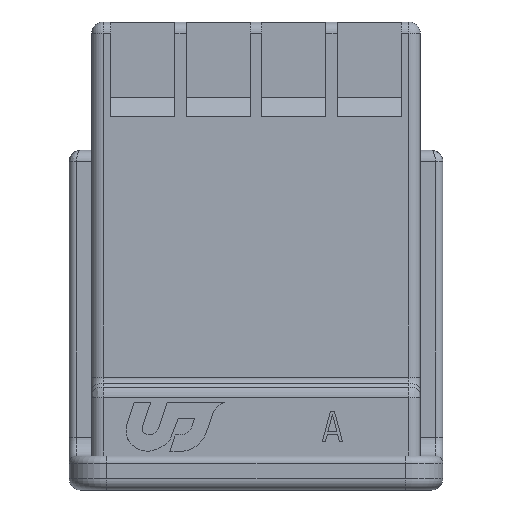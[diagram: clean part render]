
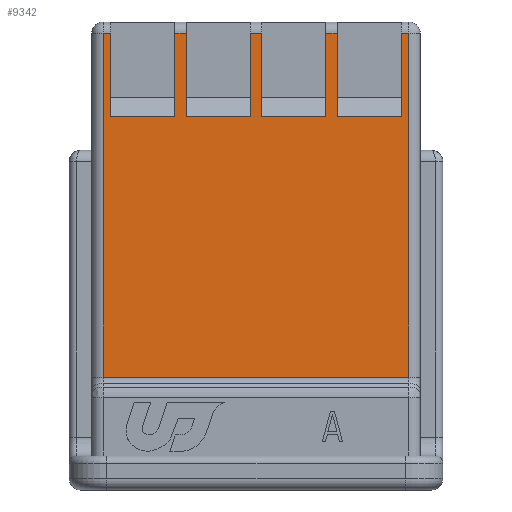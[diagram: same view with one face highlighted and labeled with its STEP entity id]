
A CAD part, front view. The second image highlights one B-rep face of the part: STEP entity #9342.
In plain terms, the highlighted planar face has unit normal (0, -1, 0).
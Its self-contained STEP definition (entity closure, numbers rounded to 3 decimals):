
#2122=DIRECTION('',(-1.,0.,0.));
#2123=VECTOR('',#2122,8.1);
#2124=CARTESIAN_POINT('',(4.05,-1.85,-9.409));
#2125=LINE('',#2124,#2123);
#2145=DIRECTION('',(0.,0.,-1.));
#2146=VECTOR('',#2145,9.109);
#2147=CARTESIAN_POINT('',(4.05,-1.85,-0.3));
#2148=LINE('',#2147,#2146);
#2783=DIRECTION('',(1.,0.,0.));
#2784=VECTOR('',#2783,0.2);
#2785=CARTESIAN_POINT('',(3.85,-1.85,-0.3));
#2786=LINE('',#2785,#2784);
#2796=DIRECTION('',(0.,0.,1.));
#2797=VECTOR('',#2796,2.2);
#2798=CARTESIAN_POINT('',(-3.85,-1.85,-2.5));
#2799=LINE('',#2798,#2797);
#2800=DIRECTION('',(-1.,0.,0.));
#2801=VECTOR('',#2800,1.7);
#2802=CARTESIAN_POINT('',(-2.15,-1.85,-2.5));
#2803=LINE('',#2802,#2801);
#2804=DIRECTION('',(0.,0.,1.));
#2805=VECTOR('',#2804,2.2);
#2806=CARTESIAN_POINT('',(-1.85,-1.85,-2.5));
#2807=LINE('',#2806,#2805);
#2808=DIRECTION('',(-1.,0.,0.));
#2809=VECTOR('',#2808,1.7);
#2810=CARTESIAN_POINT('',(-0.15,-1.85,-2.5));
#2811=LINE('',#2810,#2809);
#2812=DIRECTION('',(0.,0.,1.));
#2813=VECTOR('',#2812,2.2);
#2814=CARTESIAN_POINT('',(0.15,-1.85,-2.5));
#2815=LINE('',#2814,#2813);
#2816=DIRECTION('',(-1.,0.,0.));
#2817=VECTOR('',#2816,1.7);
#2818=CARTESIAN_POINT('',(1.85,-1.85,-2.5));
#2819=LINE('',#2818,#2817);
#2820=DIRECTION('',(0.,0.,1.));
#2821=VECTOR('',#2820,2.2);
#2822=CARTESIAN_POINT('',(2.15,-1.85,-2.5));
#2823=LINE('',#2822,#2821);
#2824=DIRECTION('',(-1.,0.,0.));
#2825=VECTOR('',#2824,1.7);
#2826=CARTESIAN_POINT('',(3.85,-1.85,-2.5));
#2827=LINE('',#2826,#2825);
#2828=DIRECTION('',(0.,0.,1.));
#2829=VECTOR('',#2828,9.109);
#2830=CARTESIAN_POINT('',(-4.05,-1.85,-9.409));
#2831=LINE('',#2830,#2829);
#2850=DIRECTION('',(1.,0.,0.));
#2851=VECTOR('',#2850,0.2);
#2852=CARTESIAN_POINT('',(-4.05,-1.85,-0.3));
#2853=LINE('',#2852,#2851);
#2872=DIRECTION('',(0.,0.,1.));
#2873=VECTOR('',#2872,2.2);
#2874=CARTESIAN_POINT('',(-2.15,-1.85,-2.5));
#2875=LINE('',#2874,#2873);
#2888=DIRECTION('',(1.,0.,0.));
#2889=VECTOR('',#2888,0.3);
#2890=CARTESIAN_POINT('',(-2.15,-1.85,-0.3));
#2891=LINE('',#2890,#2889);
#2910=DIRECTION('',(0.,0.,1.));
#2911=VECTOR('',#2910,2.2);
#2912=CARTESIAN_POINT('',(-0.15,-1.85,-2.5));
#2913=LINE('',#2912,#2911);
#2926=DIRECTION('',(1.,0.,0.));
#2927=VECTOR('',#2926,0.3);
#2928=CARTESIAN_POINT('',(-0.15,-1.85,-0.3));
#2929=LINE('',#2928,#2927);
#2948=DIRECTION('',(0.,0.,1.));
#2949=VECTOR('',#2948,2.2);
#2950=CARTESIAN_POINT('',(1.85,-1.85,-2.5));
#2951=LINE('',#2950,#2949);
#2964=DIRECTION('',(1.,0.,0.));
#2965=VECTOR('',#2964,0.3);
#2966=CARTESIAN_POINT('',(1.85,-1.85,-0.3));
#2967=LINE('',#2966,#2965);
#2986=DIRECTION('',(0.,0.,1.));
#2987=VECTOR('',#2986,2.2);
#2988=CARTESIAN_POINT('',(3.85,-1.85,-2.5));
#2989=LINE('',#2988,#2987);
#4189=CARTESIAN_POINT('',(-4.05,-1.85,-9.409));
#4190=VERTEX_POINT('',#4189);
#4193=CARTESIAN_POINT('',(-4.05,-1.85,-0.3));
#4194=VERTEX_POINT('',#4193);
#4818=CARTESIAN_POINT('',(4.05,-1.85,-9.409));
#4819=VERTEX_POINT('',#4818);
#4820=CARTESIAN_POINT('',(4.05,-1.85,-0.3));
#4821=VERTEX_POINT('',#4820);
#4822=CARTESIAN_POINT('',(3.85,-1.85,-0.3));
#4823=VERTEX_POINT('',#4822);
#4824=CARTESIAN_POINT('',(3.85,-1.85,-2.5));
#4825=VERTEX_POINT('',#4824);
#4826=CARTESIAN_POINT('',(2.15,-1.85,-2.5));
#4827=VERTEX_POINT('',#4826);
#4828=CARTESIAN_POINT('',(2.15,-1.85,-0.3));
#4829=VERTEX_POINT('',#4828);
#4830=CARTESIAN_POINT('',(1.85,-1.85,-0.3));
#4831=VERTEX_POINT('',#4830);
#4832=CARTESIAN_POINT('',(1.85,-1.85,-2.5));
#4833=VERTEX_POINT('',#4832);
#4834=CARTESIAN_POINT('',(0.15,-1.85,-2.5));
#4835=VERTEX_POINT('',#4834);
#4836=CARTESIAN_POINT('',(0.15,-1.85,-0.3));
#4837=VERTEX_POINT('',#4836);
#4838=CARTESIAN_POINT('',(-0.15,-1.85,-0.3));
#4839=VERTEX_POINT('',#4838);
#4840=CARTESIAN_POINT('',(-0.15,-1.85,-2.5));
#4841=VERTEX_POINT('',#4840);
#4842=CARTESIAN_POINT('',(-1.85,-1.85,-2.5));
#4843=VERTEX_POINT('',#4842);
#4844=CARTESIAN_POINT('',(-1.85,-1.85,-0.3));
#4845=VERTEX_POINT('',#4844);
#4846=CARTESIAN_POINT('',(-2.15,-1.85,-0.3));
#4847=VERTEX_POINT('',#4846);
#4848=CARTESIAN_POINT('',(-2.15,-1.85,-2.5));
#4849=VERTEX_POINT('',#4848);
#4850=CARTESIAN_POINT('',(-3.85,-1.85,-2.5));
#4851=VERTEX_POINT('',#4850);
#4852=CARTESIAN_POINT('',(-3.85,-1.85,-0.3));
#4853=VERTEX_POINT('',#4852);
#9298=CARTESIAN_POINT('',(-4.35,-1.85,0.));
#9299=DIRECTION('',(0.,-1.,0.));
#9300=DIRECTION('',(-1.,0.,0.));
#9301=AXIS2_PLACEMENT_3D('',#9298,#9299,#9300);
#9302=PLANE('',#9301);
#9303=ORIENTED_EDGE('',*,*,#8380,.T.);
#9304=ORIENTED_EDGE('',*,*,#8352,.T.);
#9306=ORIENTED_EDGE('',*,*,#9305,.T.);
#9308=ORIENTED_EDGE('',*,*,#9307,.T.);
#9310=ORIENTED_EDGE('',*,*,#9309,.F.);
#9312=ORIENTED_EDGE('',*,*,#9311,.F.);
#9314=ORIENTED_EDGE('',*,*,#9313,.T.);
#9316=ORIENTED_EDGE('',*,*,#9315,.T.);
#9318=ORIENTED_EDGE('',*,*,#9317,.F.);
#9320=ORIENTED_EDGE('',*,*,#9319,.F.);
#9322=ORIENTED_EDGE('',*,*,#9321,.T.);
#9324=ORIENTED_EDGE('',*,*,#9323,.T.);
#9326=ORIENTED_EDGE('',*,*,#9325,.F.);
#9328=ORIENTED_EDGE('',*,*,#9327,.F.);
#9330=ORIENTED_EDGE('',*,*,#9329,.T.);
#9332=ORIENTED_EDGE('',*,*,#9331,.T.);
#9334=ORIENTED_EDGE('',*,*,#9333,.F.);
#9336=ORIENTED_EDGE('',*,*,#9335,.F.);
#9338=ORIENTED_EDGE('',*,*,#9337,.T.);
#9339=ORIENTED_EDGE('',*,*,#9289,.T.);
#9340=EDGE_LOOP('',(#9303,#9304,#9306,#9308,#9310,#9312,#9314,#9316,#9318,#9320,
#9322,#9324,#9326,#9328,#9330,#9332,#9334,#9336,#9338,#9339));
#9341=FACE_OUTER_BOUND('',#9340,.F.);
#9342=ADVANCED_FACE('',(#9341),#9302,.T.);
#8352=EDGE_CURVE('',#4819,#4190,#2125,.T.);
#8380=EDGE_CURVE('',#4821,#4819,#2148,.T.);
#9289=EDGE_CURVE('',#4823,#4821,#2786,.T.);
#9305=EDGE_CURVE('',#4190,#4194,#2831,.T.);
#9307=EDGE_CURVE('',#4194,#4853,#2853,.T.);
#9309=EDGE_CURVE('',#4851,#4853,#2799,.T.);
#9311=EDGE_CURVE('',#4849,#4851,#2803,.T.);
#9313=EDGE_CURVE('',#4849,#4847,#2875,.T.);
#9315=EDGE_CURVE('',#4847,#4845,#2891,.T.);
#9317=EDGE_CURVE('',#4843,#4845,#2807,.T.);
#9319=EDGE_CURVE('',#4841,#4843,#2811,.T.);
#9321=EDGE_CURVE('',#4841,#4839,#2913,.T.);
#9323=EDGE_CURVE('',#4839,#4837,#2929,.T.);
#9325=EDGE_CURVE('',#4835,#4837,#2815,.T.);
#9327=EDGE_CURVE('',#4833,#4835,#2819,.T.);
#9329=EDGE_CURVE('',#4833,#4831,#2951,.T.);
#9331=EDGE_CURVE('',#4831,#4829,#2967,.T.);
#9333=EDGE_CURVE('',#4827,#4829,#2823,.T.);
#9335=EDGE_CURVE('',#4825,#4827,#2827,.T.);
#9337=EDGE_CURVE('',#4825,#4823,#2989,.T.);
